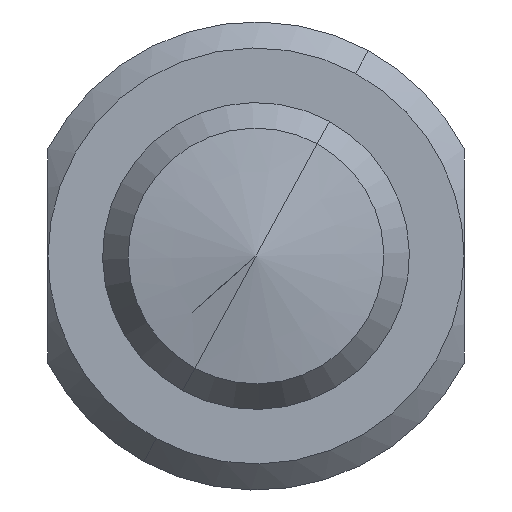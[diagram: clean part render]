
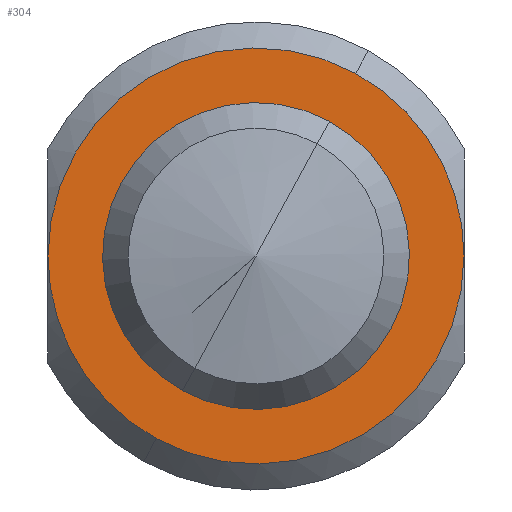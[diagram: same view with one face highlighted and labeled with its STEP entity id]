
A CAD part, front view. The second image highlights one B-rep face of the part: STEP entity #304.
In plain terms, the highlighted planar face has unit normal (0, -1, 0).
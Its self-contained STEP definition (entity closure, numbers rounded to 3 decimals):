
#89=CARTESIAN_POINT('Vertex',(-8.,30.,-0.002)) ;
#93=CARTESIAN_POINT('Control Point',(-8.,30.,0.)) ;
#94=CARTESIAN_POINT('Control Point',(-8.,30.,0.)) ;
#95=CARTESIAN_POINT('Control Point',(-8.,30.,-0.001)) ;
#96=CARTESIAN_POINT('Control Point',(-8.,30.,-0.001)) ;
#97=CARTESIAN_POINT('Control Point',(-8.,30.,-0.001)) ;
#98=CARTESIAN_POINT('Control Point',(-8.,30.,-0.002)) ;
#99=CARTESIAN_POINT('Vertex',(-8.,30.,0.)) ;
#103=CARTESIAN_POINT('Control Point',(-8.,30.,0.002)) ;
#104=CARTESIAN_POINT('Control Point',(-8.,30.,0.001)) ;
#105=CARTESIAN_POINT('Control Point',(-8.,30.,0.001)) ;
#106=CARTESIAN_POINT('Control Point',(-8.,30.,0.001)) ;
#107=CARTESIAN_POINT('Control Point',(-8.,30.,0.)) ;
#108=CARTESIAN_POINT('Control Point',(-8.,30.,0.)) ;
#109=CARTESIAN_POINT('Vertex',(-8.,30.,0.002)) ;
#231=CARTESIAN_POINT('Axis2P3D Location',(0.,30.,5.9)) ;
#236=CARTESIAN_POINT('Axis2P3D Location',(0.,30.,0.)) ;
#240=CARTESIAN_POINT('Vertex',(8.,30.,-0.002)) ;
#242=CARTESIAN_POINT('Vertex',(-3.835,30.,-7.021)) ;
#245=CARTESIAN_POINT('Axis2P3D Location',(0.,30.,0.)) ;
#249=CARTESIAN_POINT('Vertex',(8.,30.,0.)) ;
#252=CARTESIAN_POINT('Axis2P3D Location',(0.,30.,0.)) ;
#256=CARTESIAN_POINT('Vertex',(8.,30.,0.002)) ;
#259=CARTESIAN_POINT('Axis2P3D Location',(0.,30.,0.)) ;
#263=CARTESIAN_POINT('Vertex',(3.835,30.,7.021)) ;
#266=CARTESIAN_POINT('Axis2P3D Location',(0.,30.,0.)) ;
#271=CARTESIAN_POINT('Axis2P3D Location',(0.,30.,0.)) ;
#286=CARTESIAN_POINT('Axis2P3D Location',(0.,30.,0.)) ;
#290=CARTESIAN_POINT('Vertex',(-2.829,30.,-5.178)) ;
#292=CARTESIAN_POINT('Vertex',(2.829,30.,5.178)) ;
#295=CARTESIAN_POINT('Axis2P3D Location',(0.,30.,0.)) ;
#232=DIRECTION('Axis2P3D Direction',(-0.,1.,0.)) ;
#233=DIRECTION('Axis2P3D XDirection',(1.,0.,0.)) ;
#237=DIRECTION('Axis2P3D Direction',(-0.,1.,0.)) ;
#246=DIRECTION('Axis2P3D Direction',(-0.,1.,0.)) ;
#253=DIRECTION('Axis2P3D Direction',(-0.,1.,0.)) ;
#260=DIRECTION('Axis2P3D Direction',(-0.,1.,0.)) ;
#267=DIRECTION('Axis2P3D Direction',(-0.,1.,0.)) ;
#272=DIRECTION('Axis2P3D Direction',(-0.,1.,0.)) ;
#287=DIRECTION('Axis2P3D Direction',(-0.,1.,0.)) ;
#296=DIRECTION('Axis2P3D Direction',(-0.,1.,0.)) ;
#234=AXIS2_PLACEMENT_3D('Plane Axis2P3D',#231,#232,#233) ;
#238=AXIS2_PLACEMENT_3D('Circle Axis2P3D',#236,#237,$) ;
#247=AXIS2_PLACEMENT_3D('Circle Axis2P3D',#245,#246,$) ;
#254=AXIS2_PLACEMENT_3D('Circle Axis2P3D',#252,#253,$) ;
#261=AXIS2_PLACEMENT_3D('Circle Axis2P3D',#259,#260,$) ;
#268=AXIS2_PLACEMENT_3D('Circle Axis2P3D',#266,#267,$) ;
#273=AXIS2_PLACEMENT_3D('Circle Axis2P3D',#271,#272,$) ;
#288=AXIS2_PLACEMENT_3D('Circle Axis2P3D',#286,#287,$) ;
#297=AXIS2_PLACEMENT_3D('Circle Axis2P3D',#295,#296,$) ;
#277=ORIENTED_EDGE('',*,*,#244,.F.) ;
#278=ORIENTED_EDGE('',*,*,#251,.F.) ;
#279=ORIENTED_EDGE('',*,*,#258,.F.) ;
#280=ORIENTED_EDGE('',*,*,#265,.F.) ;
#281=ORIENTED_EDGE('',*,*,#270,.F.) ;
#282=ORIENTED_EDGE('',*,*,#111,.F.) ;
#283=ORIENTED_EDGE('',*,*,#101,.F.) ;
#284=ORIENTED_EDGE('',*,*,#275,.F.) ;
#301=ORIENTED_EDGE('',*,*,#294,.T.) ;
#302=ORIENTED_EDGE('',*,*,#299,.T.) ;
#303=FACE_BOUND('',#300,.T.) ;
#304=ADVANCED_FACE('Corps principal',(#285,#303),#235,.F.) ;
#92=B_SPLINE_CURVE_WITH_KNOTS('',5,(#93,#94,#95,#96,#97,#98),.UNSPECIFIED.,.F.,.U.,(6,6),(47.823,47.843),.UNSPECIFIED.) ;
#102=B_SPLINE_CURVE_WITH_KNOTS('',5,(#103,#104,#105,#106,#107,#108),.UNSPECIFIED.,.F.,.U.,(6,6),(47.803,47.823),.UNSPECIFIED.) ;
#239=CIRCLE('generated circle',#238,8.) ;
#248=CIRCLE('generated circle',#247,8.) ;
#255=CIRCLE('generated circle',#254,8.) ;
#262=CIRCLE('generated circle',#261,8.) ;
#269=CIRCLE('generated circle',#268,8.) ;
#274=CIRCLE('generated circle',#273,8.) ;
#289=CIRCLE('generated circle',#288,5.9) ;
#298=CIRCLE('generated circle',#297,5.9) ;
#101=EDGE_CURVE('',#90,#100,#92,.F.) ;
#111=EDGE_CURVE('',#100,#110,#102,.F.) ;
#244=EDGE_CURVE('',#241,#243,#239,.T.) ;
#251=EDGE_CURVE('',#250,#241,#248,.T.) ;
#258=EDGE_CURVE('',#257,#250,#255,.T.) ;
#265=EDGE_CURVE('',#264,#257,#262,.T.) ;
#270=EDGE_CURVE('',#110,#264,#269,.T.) ;
#275=EDGE_CURVE('',#243,#90,#274,.T.) ;
#294=EDGE_CURVE('',#291,#293,#289,.T.) ;
#299=EDGE_CURVE('',#293,#291,#298,.T.) ;
#276=EDGE_LOOP('',(#277,#278,#279,#280,#281,#282,#283,#284)) ;
#300=EDGE_LOOP('',(#301,#302)) ;
#285=FACE_OUTER_BOUND('',#276,.T.) ;
#235=PLANE('Plane',#234) ;
#90=VERTEX_POINT('',#89) ;
#100=VERTEX_POINT('',#99) ;
#110=VERTEX_POINT('',#109) ;
#241=VERTEX_POINT('',#240) ;
#243=VERTEX_POINT('',#242) ;
#250=VERTEX_POINT('',#249) ;
#257=VERTEX_POINT('',#256) ;
#264=VERTEX_POINT('',#263) ;
#291=VERTEX_POINT('',#290) ;
#293=VERTEX_POINT('',#292) ;
